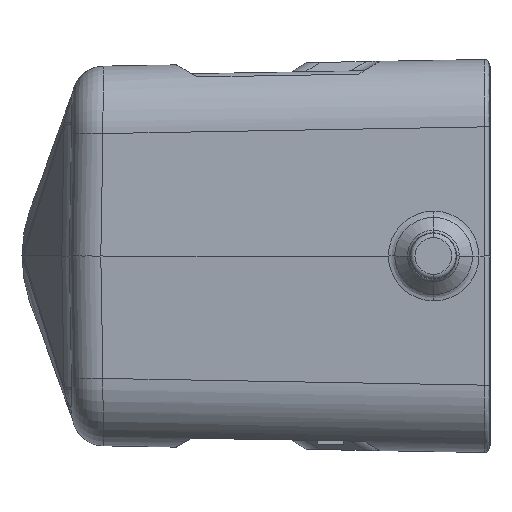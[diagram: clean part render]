
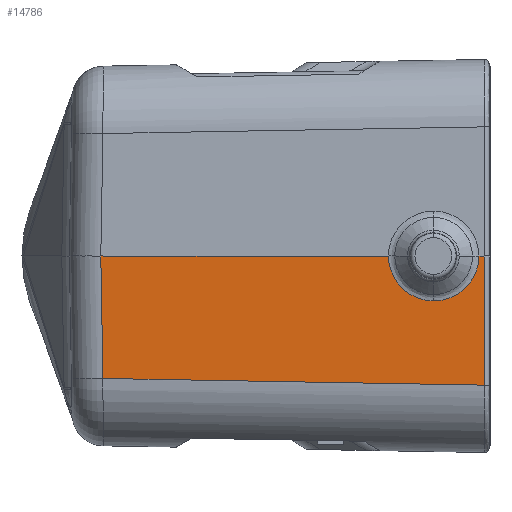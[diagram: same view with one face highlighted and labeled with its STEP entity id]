
A CAD part, left-side view. The second image highlights one B-rep face of the part: STEP entity #14786.
In plain terms, the highlighted planar face has unit normal (-1, 0.018, -0.017).
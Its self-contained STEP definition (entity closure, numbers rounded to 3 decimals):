
#923=CARTESIAN_POINT('',(-29.743,70.609,-14.121));
#4930=DIRECTION('',(-0.017,0.,1.));
#4931=VECTOR('',#4930,14.124);
#4932=CARTESIAN_POINT('',(-29.743,70.609,
-14.121));
#4933=LINE('',#4932,#4931);
#4934=DIRECTION('',(0.017,1.,0.017));
#4935=VECTOR('',#4934,41.732);
#4936=CARTESIAN_POINT('',(-29.743,70.609,
-14.121));
#4937=LINE('',#4936,#4935);
#4938=DIRECTION('',(0.017,-0.017,-1.));
#4939=VECTOR('',#4938,13.397);
#4940=CARTESIAN_POINT('',(-29.257,112.562,
0.));
#4941=LINE('',#4940,#4939);
#4942=DIRECTION('',(-0.017,-1.,0.));
#4943=VECTOR('',#4942,31.455);
#4944=CARTESIAN_POINT('',(-29.257,112.562,
0.));
#4945=LINE('',#4944,#4943);
#4946=CARTESIAN_POINT('',(-29.806,81.112,
0.));
#4947=CARTESIAN_POINT('',(-29.8,81.109,
-0.319));
#4948=CARTESIAN_POINT('',(-29.791,81.044,
-0.944));
#4949=CARTESIAN_POINT('',(-29.78,80.767,
-1.857));
#4950=CARTESIAN_POINT('',(-29.773,80.322,
-2.698));
#4951=CARTESIAN_POINT('',(-29.77,79.727,
-3.439));
#4952=CARTESIAN_POINT('',(-29.772,78.997,
-4.055));
#4953=CARTESIAN_POINT('',(-29.778,78.183,
-4.514));
#4954=CARTESIAN_POINT('',(-29.79,77.226,
-4.831));
#4955=CARTESIAN_POINT('',(-29.8,76.531,
-4.912));
#4956=CARTESIAN_POINT('',(-29.807,76.166,
-4.913));
#4958=CARTESIAN_POINT('',(-29.807,76.166,
-4.913));
#4959=CARTESIAN_POINT('',(-29.813,75.821,
-4.913));
#4960=CARTESIAN_POINT('',(-29.825,75.158,
-4.84));
#4961=CARTESIAN_POINT('',(-29.846,74.248,
-4.561));
#4962=CARTESIAN_POINT('',(-29.869,73.396,
-4.106));
#4963=CARTESIAN_POINT('',(-29.893,72.65,
-3.496));
#4964=CARTESIAN_POINT('',(-29.916,72.035,
-2.755));
#4965=CARTESIAN_POINT('',(-29.939,71.574,
-1.905));
#4966=CARTESIAN_POINT('',(-29.96,71.286,
-0.993));
#4967=CARTESIAN_POINT('',(-29.973,71.212,
-0.339));
#4968=CARTESIAN_POINT('',(-29.979,71.209,
0.));
#4970=DIRECTION('',(-0.017,-1.,0.));
#4971=VECTOR('',#4970,0.601);
#4972=CARTESIAN_POINT('',(-29.979,71.209,
0.));
#4973=LINE('',#4972,#4971);
#4993=CARTESIAN_POINT('',(-29.257,112.562,
0.));
#5133=CARTESIAN_POINT('',(-29.979,71.209,
0.));
#5155=CARTESIAN_POINT('',(-29.806,81.112,
0.));
#6557=VERTEX_POINT('',#4993);
#6578=CARTESIAN_POINT('',(-29.027,112.328,
-13.393));
#6579=VERTEX_POINT('',#6578);
#7090=VERTEX_POINT('',#5155);
#7094=VERTEX_POINT('',#5133);
#7096=VERTEX_POINT('',#4956);
#7193=CARTESIAN_POINT('',(-29.989,70.609,
0.));
#7194=VERTEX_POINT('',#7193);
#7207=VERTEX_POINT('',#923);
#14767=CARTESIAN_POINT('',(-30.018,70.,1.044));
#14768=DIRECTION('',(-1.,0.017,-0.017));
#14769=DIRECTION('',(0.017,1.,0.));
#14770=AXIS2_PLACEMENT_3D('',#14767,#14768,#14769);
#14771=PLANE('',#14770);
#14772=ORIENTED_EDGE('',*,*,#14760,.F.);
#14773=ORIENTED_EDGE('',*,*,#8756,.T.);
#14775=ORIENTED_EDGE('',*,*,#14774,.F.);
#14777=ORIENTED_EDGE('',*,*,#14776,.T.);
#14779=ORIENTED_EDGE('',*,*,#14778,.T.);
#14781=ORIENTED_EDGE('',*,*,#14780,.T.);
#14783=ORIENTED_EDGE('',*,*,#14782,.T.);
#14784=EDGE_LOOP('',(#14772,#14773,#14775,#14777,#14779,#14781,#14783));
#14785=FACE_OUTER_BOUND('',#14784,.F.);
#4957=B_SPLINE_CURVE_WITH_KNOTS('',3,(#4946,#4947,#4948,#4949,#4950,#4951,#4952,
#4953,#4954,#4955,#4956),.UNSPECIFIED.,.F.,.F.,(4,1,1,1,1,1,1,1,4),(0.,
0.125,0.25,0.375,0.5,0.625,0.75,0.875,1.),.UNSPECIFIED.);
#4969=B_SPLINE_CURVE_WITH_KNOTS('',3,(#4958,#4959,#4960,#4961,#4962,#4963,#4964,
#4965,#4966,#4967,#4968),.UNSPECIFIED.,.F.,.F.,(4,1,1,1,1,1,1,1,4),(0.,
0.125,0.25,0.375,0.5,0.625,0.75,0.875,1.),.UNSPECIFIED.);
#8756=EDGE_CURVE('',#7207,#6579,#4937,.T.);
#14760=EDGE_CURVE('',#7207,#7194,#4933,.T.);
#14774=EDGE_CURVE('',#6557,#6579,#4941,.T.);
#14776=EDGE_CURVE('',#6557,#7090,#4945,.T.);
#14778=EDGE_CURVE('',#7090,#7096,#4957,.T.);
#14780=EDGE_CURVE('',#7096,#7094,#4969,.T.);
#14782=EDGE_CURVE('',#7094,#7194,#4973,.T.);
#14786=ADVANCED_FACE('',(#14785),#14771,.T.);
